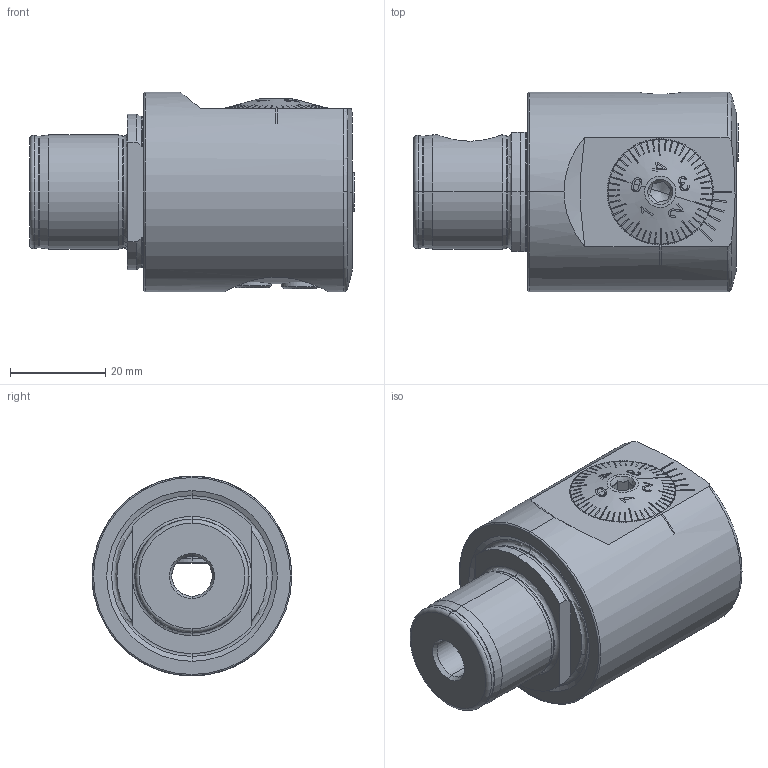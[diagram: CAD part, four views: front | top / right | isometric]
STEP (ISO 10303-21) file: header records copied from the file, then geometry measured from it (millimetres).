
FILE_DESCRIPTION (( 'STEP AP203' ), '1' );
FILE_NAME ('MB4.A42.K01.045.STEP', '2013-03-06T12:09:37', ( 'baer' ), ( 'Hewlett-Packard Company' ), 'SwSTEP 2.0', 'SolidWorks 2012', '' );
FILE_SCHEMA (( 'CONFIG_CONTROL_DESIGN' ));
Length unit declared in the file: millimetre
Products named in the file (8): F42-BG4.001.000_mit Aufsatz; F42-BG2.001.000_C; A42-BG1.001.022_A_Standard 1; MB4-A42.K00.045_C; MB4.A42.K01.045; ISO 4026 - M8 x 12; A42-BG3.003.008_A; A42-BG3.002.014_A
Assembly tree (8 placements, depth 2):
  MB4.A42.K01.045
    MB4-A42.K00.045_C
    A42-BG1.001.022_A_Standard 1
    F42-BG2.001.000_C
    F42-BG4.001.000_mit Aufsatz
    A42-BG3.002.014_A
    A42-BG3.003.008_A
    ISO 4026 - M8 x 12  x2
Bounding box: 68.25 x 42 x 42 mm (x, y, z)
Volume: 62157.8 mm3; surface area: 22356.9 mm2
Topology: 8 solids, 8 shells, 579 faces, 1541 edges, 988 vertices
Faces by surface type: plane 276, cone 147, cylinder 89, bspline 35, torus 32
Entity records: 22006 total; most frequent: CARTESIAN_POINT 7887, ORIENTED_EDGE 3002, DIRECTION 2431, EDGE_CURVE 1501, VERTEX_POINT 968, AXIS2_PLACEMENT_3D 928, EDGE_LOOP 609, LINE 575
